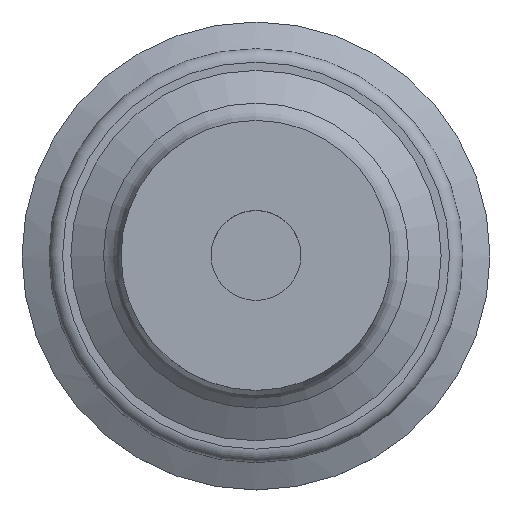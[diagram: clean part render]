
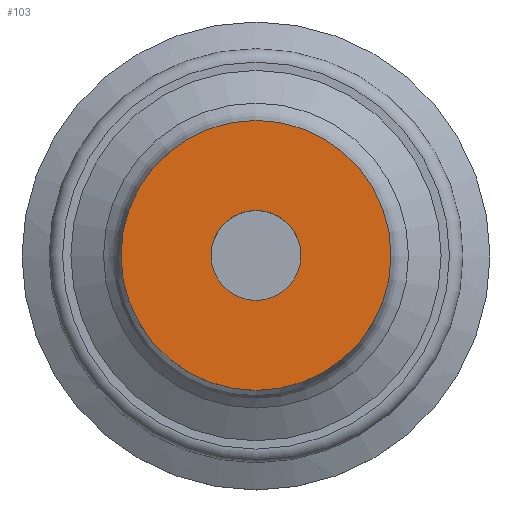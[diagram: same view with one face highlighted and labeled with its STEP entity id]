
A CAD part, top view. The second image highlights one B-rep face of the part: STEP entity #103.
In plain terms, the highlighted planar face has unit normal (0, 0, 1).
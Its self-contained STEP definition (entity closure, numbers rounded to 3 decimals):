
#103 = ADVANCED_FACE( '', ( #205, #206 ), #207, .F. );
#205 = FACE_OUTER_BOUND( '', #369, .T. );
#206 = FACE_BOUND( '', #370, .T. );
#207 = PLANE( '', #371 );
#369 = EDGE_LOOP( '', ( #659 ) );
#370 = EDGE_LOOP( '', ( #660 ) );
#371 = AXIS2_PLACEMENT_3D( '', #661, #662, #663 );
#659 = ORIENTED_EDGE( '', *, *, #931, .F. );
#660 = ORIENTED_EDGE( '', *, *, #932, .T. );
#661 = CARTESIAN_POINT( '', ( 2.5, 0., 19.402 ) );
#662 = DIRECTION( '', ( 0., 0., -1. ) );
#663 = DIRECTION( '', ( -1., 0., 0. ) );
#931 = EDGE_CURVE( '', #1087, #1087, #1088, .T. );
#932 = EDGE_CURVE( '', #1089, #1089, #1090, .T. );
#1087 = VERTEX_POINT( '', #1575 );
#1088 = CIRCLE( '', #1576, 7.5 );
#1089 = VERTEX_POINT( '', #1577 );
#1090 = CIRCLE( '', #1578, 2.5 );
#1575 = CARTESIAN_POINT( '', ( -7.5, 0., 19.402 ) );
#1576 = AXIS2_PLACEMENT_3D( '', #1739, #1740, #1741 );
#1577 = CARTESIAN_POINT( '', ( -2.5, 0., 19.402 ) );
#1578 = AXIS2_PLACEMENT_3D( '', #1742, #1743, #1744 );
#1739 = CARTESIAN_POINT( '', ( 0., 0., 19.402 ) );
#1740 = DIRECTION( '', ( 0., 0., -1. ) );
#1741 = DIRECTION( '', ( -1., 0., 0. ) );
#1742 = CARTESIAN_POINT( '', ( 0., 0., 19.402 ) );
#1743 = DIRECTION( '', ( 0., 0., -1. ) );
#1744 = DIRECTION( '', ( -1., 0., 0. ) );
